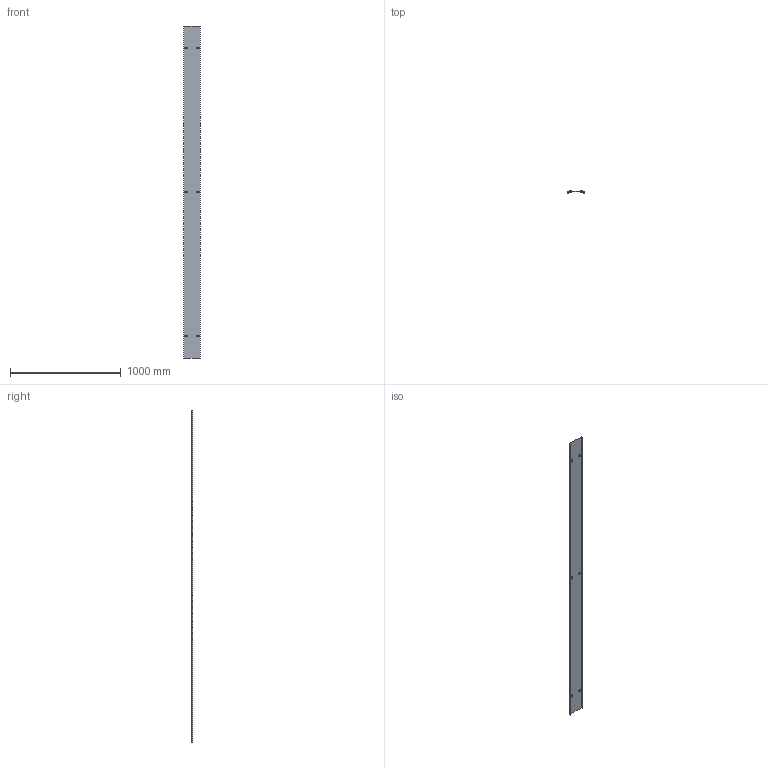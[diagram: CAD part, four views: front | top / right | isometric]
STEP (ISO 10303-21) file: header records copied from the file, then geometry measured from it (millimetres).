
FILE_DESCRIPTION((''),'2;1');
FILE_NAME('6080860_ASM','2013-06-13T',('AndreasKeweloh'),(''),'PRO/ENGINEER BY PARAMETRIC TECHNOLOGY CORPORATION, 2012360','PRO/ENGINEER BY PARAMETRIC TECHNOLOGY CORPORATION, 2012360','');
FILE_SCHEMA(('CONFIG_CONTROL_DESIGN'));
Length unit declared in the file: millimetre
Products named in the file (5): 6080860_DECKELBLECH; 6080235_DREH_K; 6080235_FUSS; 6080235_DREHRIEGEL_ASM; 6080860_ASM
Assembly tree (9 placements, depth 3):
  6080860_ASM
    6080860_DECKELBLECH
    6080235_DREHRIEGEL_ASM  x6
      6080235_DREH_K
      6080235_FUSS
Bounding box: 153 x 17 x 3000 mm (x, y, z)
Volume: 536129.9 mm3; surface area: 1069052.7 mm2
Topology: 13 solids, 13 shells, 680 faces, 1878 edges, 1242 vertices
Faces by surface type: plane 298, cylinder 232, cone 66, torus 42, bspline 36, extrusion 6
Entity records: 4809 total; most frequent: CARTESIAN_POINT 1090, DIRECTION 794, ORIENTED_EDGE 746, EDGE_CURVE 373, AXIS2_PLACEMENT_3D 310, VERTEX_POINT 247, VECTOR 174, LINE 173
